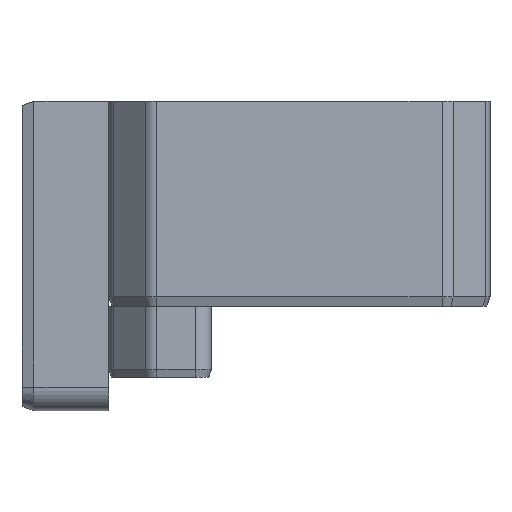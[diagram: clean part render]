
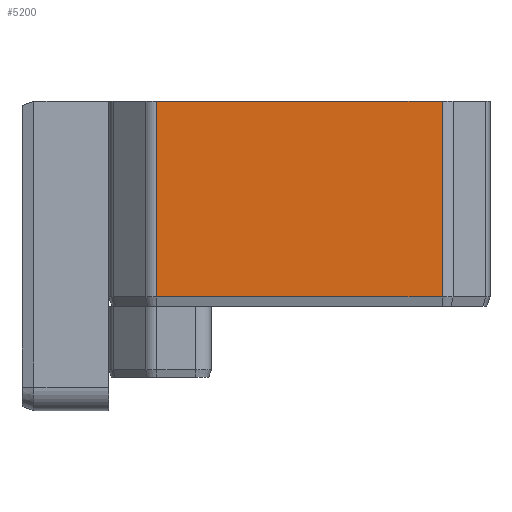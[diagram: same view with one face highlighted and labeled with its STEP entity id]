
A CAD part, left-side view. The second image highlights one B-rep face of the part: STEP entity #5200.
In plain terms, the highlighted planar face has unit normal (-1, 0, 0).
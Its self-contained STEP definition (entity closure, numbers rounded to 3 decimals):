
#396 = ORIENTED_EDGE ( 'NONE', *, *, #8949, .T. ) ;
#537 = DIRECTION ( 'NONE',  ( -1., 0., 0. ) ) ;
#756 = DIRECTION ( 'NONE',  ( 0., 0., 1. ) ) ;
#1000 = VECTOR ( 'NONE', #3493, 1000. ) ;
#1272 = AXIS2_PLACEMENT_3D ( 'NONE', #3899, #537, #6437 ) ;
#1603 = CARTESIAN_POINT ( 'NONE',  ( -32.463, -18.477, 26. ) ) ;
#1911 = DIRECTION ( 'NONE',  ( 0., 0., -1. ) ) ;
#1967 = ORIENTED_EDGE ( 'NONE', *, *, #5887, .T. ) ;
#1970 = CARTESIAN_POINT ( 'NONE',  ( -32.463, -18.477, 26. ) ) ;
#2385 = ORIENTED_EDGE ( 'NONE', *, *, #5367, .T. ) ;
#2387 = VECTOR ( 'NONE', #2400, 1000. ) ;
#2400 = DIRECTION ( 'NONE',  ( 0., 1., 0. ) ) ;
#2616 = VECTOR ( 'NONE', #756, 1000. ) ;
#2630 = CARTESIAN_POINT ( 'NONE',  ( -32.463, -18.477, 1.2 ) ) ;
#2866 = EDGE_CURVE ( 'NONE', #7164, #10048, #6327, .T. ) ;
#3188 = CARTESIAN_POINT ( 'NONE',  ( -32.463, -18.477, 1.2 ) ) ;
#3493 = DIRECTION ( 'NONE',  ( 0., -1., 0. ) ) ;
#3899 = CARTESIAN_POINT ( 'NONE',  ( -32.463, 0., 26. ) ) ;
#4112 = VERTEX_POINT ( 'NONE', #1970 ) ;
#4420 = CARTESIAN_POINT ( 'NONE',  ( -32.463, 17.666, 26. ) ) ;
#4574 = LINE ( 'NONE', #1603, #2616 ) ;
#4742 = PLANE ( 'NONE',  #1272 ) ;
#5200 = ADVANCED_FACE ( 'NONE', ( #8435 ), #4742, .T. ) ;
#5367 = EDGE_CURVE ( 'NONE', #10842, #4112, #4574, .T. ) ;
#5887 = EDGE_CURVE ( 'NONE', #10048, #10842, #7764, .T. ) ;
#6211 = VECTOR ( 'NONE', #1911, 1000. ) ;
#6327 = LINE ( 'NONE', #4420, #6211 ) ;
#6437 = DIRECTION ( 'NONE',  ( 0., 0., 1. ) ) ;
#7164 = VERTEX_POINT ( 'NONE', #9161 ) ;
#7764 = LINE ( 'NONE', #2630, #1000 ) ;
#7944 = CARTESIAN_POINT ( 'NONE',  ( -32.463, 17.666, 1.2 ) ) ;
#8270 = EDGE_LOOP ( 'NONE', ( #8744, #1967, #2385, #396 ) ) ;
#8303 = CARTESIAN_POINT ( 'NONE',  ( -32.463, 0., 26. ) ) ;
#8435 = FACE_OUTER_BOUND ( 'NONE', #8270, .T. ) ;
#8744 = ORIENTED_EDGE ( 'NONE', *, *, #2866, .T. ) ;
#8949 = EDGE_CURVE ( 'NONE', #4112, #7164, #9258, .T. ) ;
#9161 = CARTESIAN_POINT ( 'NONE',  ( -32.463, 17.666, 26. ) ) ;
#9258 = LINE ( 'NONE', #8303, #2387 ) ;
#10048 = VERTEX_POINT ( 'NONE', #7944 ) ;
#10842 = VERTEX_POINT ( 'NONE', #3188 ) ;
